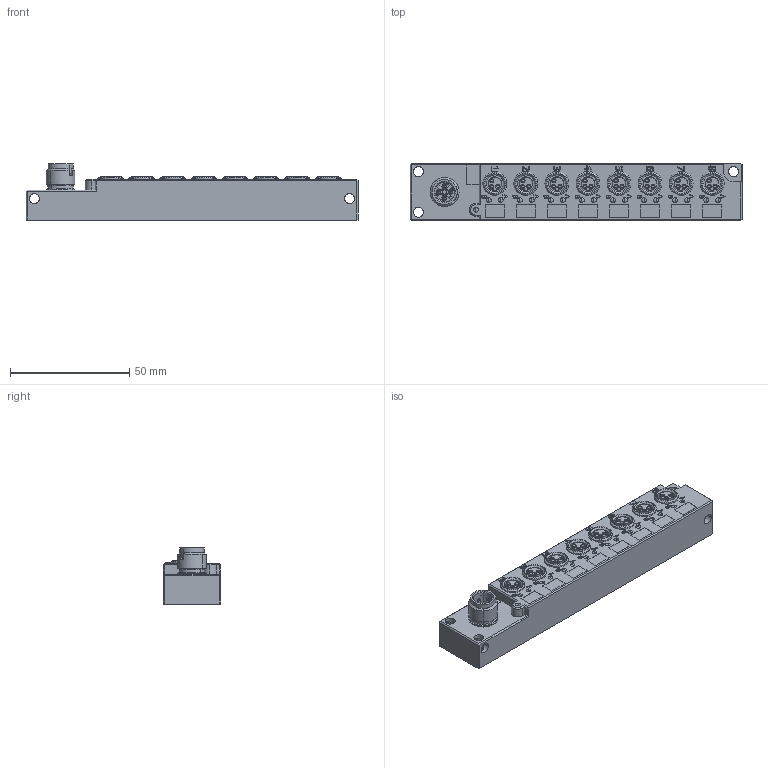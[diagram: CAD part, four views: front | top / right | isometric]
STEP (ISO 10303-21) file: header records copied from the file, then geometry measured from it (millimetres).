
FILE_DESCRIPTION(('CATIA V5 STEP Exchange','CAx-IF Rec.Pracs.--- Model Styling and Organization---1.5--- 2016-08-15','CAx-IF Rec.Pracs.---Supplemental Geometry---1.0---2011-11-01','CAx-IF Rec.Pracs.--- Composite Materials ---1.1---2010-07-15'),'2;1');
FILE_NAME ('464639-1_3', '2025-10-08T09:00:44+00:00', ('none'), ('Weidmueller'), 'CATIA Version 5-6 Release 2024 SP4', 'CATIA V5 STEP AP214 v3', 'none');
FILE_SCHEMA(('AUTOMOTIVE_DESIGN { 1 0 10303 214 1 1 1 1 }'));
Length unit declared in the file: millimetre
Products named in the file (1): 2512810000
Bounding box: 139 x 24 x 23.5 mm (x, y, z)
Volume: 52708.9 mm3; surface area: 16937.4 mm2
Topology: 1 solids, 9 shells, 1274 faces, 3350 edges, 2235 vertices
Faces by surface type: plane 523, bspline 311, cylinder 200, cone 168, sphere 50, torus 22
Entity records: 40549 total; most frequent: CARTESIAN_POINT 14249, ORIENTED_EDGE 6668, EDGE_CURVE 3334, DIRECTION 2909, VERTEX_POINT 2235, EDGE_LOOP 1461, B_SPLINE_CURVE_WITH_KNOTS 1449, VECTOR 1398
